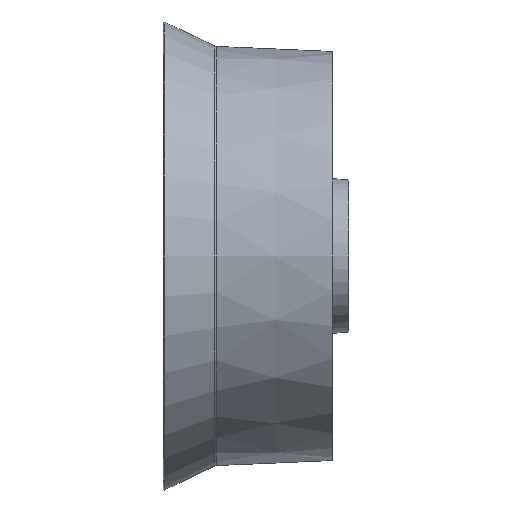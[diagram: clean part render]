
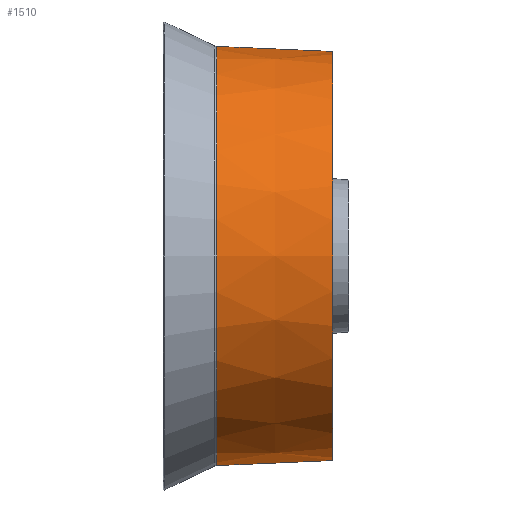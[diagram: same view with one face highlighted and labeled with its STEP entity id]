
A CAD part, left-side view. The second image highlights one B-rep face of the part: STEP entity #1510.
In plain terms, the highlighted conical face has half-angle 2.5 degrees and reference radius 175 mm.
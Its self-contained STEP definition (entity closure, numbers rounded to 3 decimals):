
#76 = DIRECTION ( 'NONE',  ( 0., 0., 1. ) ) ;
#92 = EDGE_CURVE ( 'NONE', #813, #398, #1487, .T. ) ;
#145 = DIRECTION ( 'NONE',  ( 0., 1., 0. ) ) ;
#182 = VERTEX_POINT ( 'NONE', #493 ) ;
#202 = EDGE_CURVE ( 'NONE', #813, #397, #389, .T. ) ;
#203 = AXIS2_PLACEMENT_3D ( 'NONE', #1574, #977, #76 ) ;
#204 = CARTESIAN_POINT ( 'NONE',  ( 0., 0., -175. ) ) ;
#251 = VECTOR ( 'NONE', #407, 1000. ) ;
#253 = EDGE_CURVE ( 'NONE', #397, #182, #774, .T. ) ;
#283 = CARTESIAN_POINT ( 'NONE',  ( 0., 0., -175. ) ) ;
#295 = ORIENTED_EDGE ( 'NONE', *, *, #625, .T. ) ;
#344 = CARTESIAN_POINT ( 'NONE',  ( 0., 0., 175. ) ) ;
#346 = AXIS2_PLACEMENT_3D ( 'NONE', #1029, #145, #1307 ) ;
#387 = DIRECTION ( 'NONE',  ( 0., 0., -1. ) ) ;
#389 = CIRCLE ( 'NONE', #498, 175. ) ;
#397 = VERTEX_POINT ( 'NONE', #344 ) ;
#398 = VERTEX_POINT ( 'NONE', #1586 ) ;
#407 = DIRECTION ( 'NONE',  ( 0., 0.999, 0.044 ) ) ;
#466 = DIRECTION ( 'NONE',  ( 0., 0.999, -0.044 ) ) ;
#493 = CARTESIAN_POINT ( 'NONE',  ( 0., 98.984, 179.322 ) ) ;
#498 = AXIS2_PLACEMENT_3D ( 'NONE', #881, #1272, #387 ) ;
#534 = CARTESIAN_POINT ( 'NONE',  ( 0., 0., 175. ) ) ;
#566 = ORIENTED_EDGE ( 'NONE', *, *, #253, .T. ) ;
#585 = CIRCLE ( 'NONE', #203, 179.322 ) ;
#625 = EDGE_CURVE ( 'NONE', #182, #398, #585, .T. ) ;
#774 = LINE ( 'NONE', #534, #251 ) ;
#813 = VERTEX_POINT ( 'NONE', #283 ) ;
#855 = CONICAL_SURFACE ( 'NONE', #346, 175., 0.044 ) ;
#881 = CARTESIAN_POINT ( 'NONE',  ( 0., 0., 0. ) ) ;
#977 = DIRECTION ( 'NONE',  ( 0., -1., 0. ) ) ;
#1029 = CARTESIAN_POINT ( 'NONE',  ( 0., 0., 0. ) ) ;
#1169 = FACE_OUTER_BOUND ( 'NONE', #1239, .T. ) ;
#1239 = EDGE_LOOP ( 'NONE', ( #1394, #566, #295, #1319 ) ) ;
#1272 = DIRECTION ( 'NONE',  ( 0., 1., 0. ) ) ;
#1307 = DIRECTION ( 'NONE',  ( 0., 0., -1. ) ) ;
#1319 = ORIENTED_EDGE ( 'NONE', *, *, #92, .F. ) ;
#1394 = ORIENTED_EDGE ( 'NONE', *, *, #202, .T. ) ;
#1487 = LINE ( 'NONE', #204, #1589 ) ;
#1510 = ADVANCED_FACE ( 'NONE', ( #1169 ), #855, .T. ) ;
#1574 = CARTESIAN_POINT ( 'NONE',  ( 0., 98.984, 0. ) ) ;
#1586 = CARTESIAN_POINT ( 'NONE',  ( 0., 98.984, -179.322 ) ) ;
#1589 = VECTOR ( 'NONE', #466, 1000. ) ;
